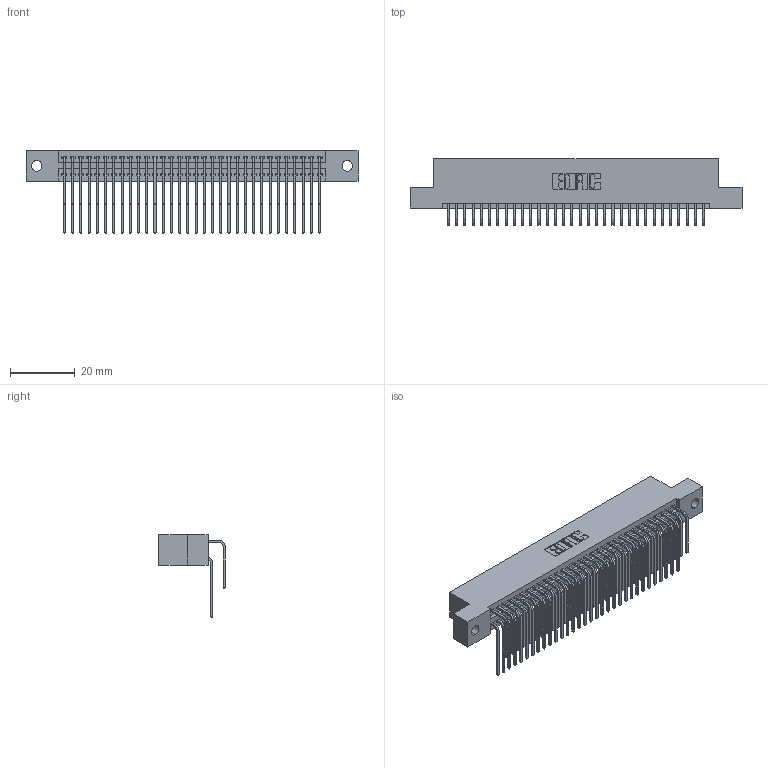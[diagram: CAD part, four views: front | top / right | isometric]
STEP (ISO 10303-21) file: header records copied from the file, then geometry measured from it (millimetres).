
FILE_DESCRIPTION (( 'STEP AP203' ), '1' );
FILE_NAME ('395-064-559-202.STEP', '2018-11-24T19:29:05', ( '' ), ( '' ), 'SwSTEP 2.0', 'SolidWorks 2016', '' );
FILE_SCHEMA (( 'CONFIG_CONTROL_DESIGN' ));
Length unit declared in the file: inch
Products named in the file (4): 345-292-001_559 Tail - 2; 345-292-001_558 559 Tail - 1; 395-064-559-202; 345 Part_Flush Mounting Lugs - 0.128 Dia
Assembly tree (65 placements, depth 2):
  395-064-559-202
    345 Part_Flush Mounting Lugs - 0.128 Dia
    345-292-001_558 559 Tail - 1  x32
    345-292-001_559 Tail - 2  x32
Bounding box: 102.49 x 20.56 x 25.53 mm (x, y, z)
Volume: 10195.6 mm3; surface area: 16340.5 mm2
Topology: 65 solids, 65 shells, 3454 faces, 10261 edges, 6754 vertices
Faces by surface type: plane 2320, cylinder 1134
Entity records: 28109 total; most frequent: CARTESIAN_POINT 4767, ORIENTED_EDGE 4650, DIRECTION 4189, EDGE_CURVE 2325, LINE 2025, VECTOR 2025, VERTEX_POINT 1546, AXIS2_PLACEMENT_3D 1082
